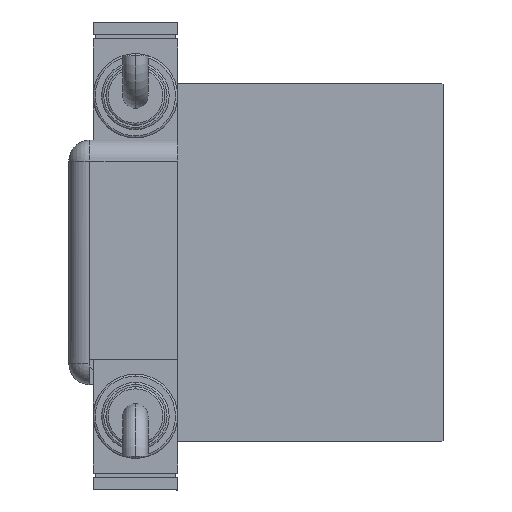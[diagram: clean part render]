
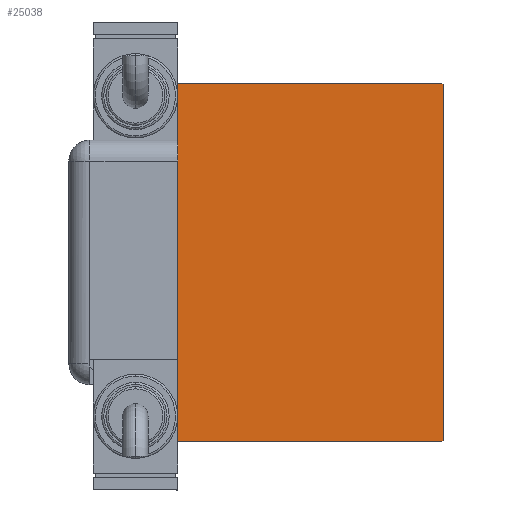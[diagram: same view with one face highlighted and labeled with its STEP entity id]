
A CAD part, left-side view. The second image highlights one B-rep face of the part: STEP entity #25038.
In plain terms, the highlighted face is planar.
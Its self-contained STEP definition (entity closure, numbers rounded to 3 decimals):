
#244 = EDGE_LOOP ( 'NONE', ( #31282, #17509, #985, #50769, #2733, #32043, #8737, #28432 ) ) ;
#985 = ORIENTED_EDGE ( 'NONE', *, *, #43384, .T. ) ;
#1307 = LINE ( 'NONE', #56207, #49470 ) ;
#1361 = CARTESIAN_POINT ( 'NONE',  ( 88., -31.5, 42.5 ) ) ;
#2394 = VERTEX_POINT ( 'NONE', #50428 ) ;
#2733 = ORIENTED_EDGE ( 'NONE', *, *, #54152, .T. ) ;
#2748 = CARTESIAN_POINT ( 'NONE',  ( 88., 36.85, 36.85 ) ) ;
#2912 = AXIS2_PLACEMENT_3D ( 'NONE', #18551, #28015, #36943 ) ;
#5368 = VERTEX_POINT ( 'NONE', #11261 ) ;
#6137 = DIRECTION ( 'NONE',  ( 0., 1., 0. ) ) ;
#8737 = ORIENTED_EDGE ( 'NONE', *, *, #15149, .T. ) ;
#10569 = VERTEX_POINT ( 'NONE', #32665 ) ;
#11261 = CARTESIAN_POINT ( 'NONE',  ( 88., 31.2, 42.5 ) ) ;
#12791 = LINE ( 'NONE', #50736, #58327 ) ;
#13623 = CARTESIAN_POINT ( 'NONE',  ( 88., 31.5, 42.2 ) ) ;
#14557 = DIRECTION ( 'NONE',  ( 0., 0., 1. ) ) ;
#15149 = EDGE_CURVE ( 'NONE', #15155, #2394, #46443, .T. ) ;
#15155 = VERTEX_POINT ( 'NONE', #38125 ) ;
#15911 = CARTESIAN_POINT ( 'NONE',  ( 88., -31.5, -42.5 ) ) ;
#15954 = DIRECTION ( 'NONE',  ( 0., 0.707, 0.707 ) ) ;
#17509 = ORIENTED_EDGE ( 'NONE', *, *, #56013, .T. ) ;
#18551 = CARTESIAN_POINT ( 'NONE',  ( 88., 0., 0. ) ) ;
#19191 = VECTOR ( 'NONE', #33874, 1000. ) ;
#21833 = LINE ( 'NONE', #39068, #58669 ) ;
#22994 = FACE_OUTER_BOUND ( 'NONE', #244, .T. ) ;
#24414 = DIRECTION ( 'NONE',  ( 0., 0.707, -0.707 ) ) ;
#25038 = ADVANCED_FACE ( 'NONE', ( #22994 ), #41096, .T. ) ;
#25533 = VERTEX_POINT ( 'NONE', #13623 ) ;
#25693 = CARTESIAN_POINT ( 'NONE',  ( 88., 36.85, -36.85 ) ) ;
#26876 = VERTEX_POINT ( 'NONE', #36661 ) ;
#28015 = DIRECTION ( 'NONE',  ( 1., 0., 0. ) ) ;
#28432 = ORIENTED_EDGE ( 'NONE', *, *, #30198, .T. ) ;
#30198 = EDGE_CURVE ( 'NONE', #2394, #10569, #1307, .T. ) ;
#31252 = EDGE_CURVE ( 'NONE', #25533, #5368, #42769, .T. ) ;
#31282 = ORIENTED_EDGE ( 'NONE', *, *, #41798, .T. ) ;
#31383 = VERTEX_POINT ( 'NONE', #57626 ) ;
#32043 = ORIENTED_EDGE ( 'NONE', *, *, #51563, .T. ) ;
#32405 = VERTEX_POINT ( 'NONE', #44814 ) ;
#32665 = CARTESIAN_POINT ( 'NONE',  ( 88., -31.2, -42.5 ) ) ;
#33394 = LINE ( 'NONE', #15911, #52612 ) ;
#33669 = DIRECTION ( 'NONE',  ( 0., 0., -1. ) ) ;
#33874 = DIRECTION ( 'NONE',  ( 0., -0.707, 0.707 ) ) ;
#35471 = DIRECTION ( 'NONE',  ( 0., -0.707, -0.707 ) ) ;
#36661 = CARTESIAN_POINT ( 'NONE',  ( 88., -31.2, 42.5 ) ) ;
#36943 = DIRECTION ( 'NONE',  ( 0., 0., -1. ) ) ;
#37037 = DIRECTION ( 'NONE',  ( 0., -1., 0. ) ) ;
#38125 = CARTESIAN_POINT ( 'NONE',  ( 88., -31.5, 42.2 ) ) ;
#39068 = CARTESIAN_POINT ( 'NONE',  ( 88., -36.85, 36.85 ) ) ;
#41096 = PLANE ( 'NONE',  #2912 ) ;
#41798 = EDGE_CURVE ( 'NONE', #10569, #31383, #33394, .T. ) ;
#42769 = LINE ( 'NONE', #2748, #19191 ) ;
#43384 = EDGE_CURVE ( 'NONE', #32405, #25533, #12791, .T. ) ;
#43521 = VECTOR ( 'NONE', #15954, 1000. ) ;
#44814 = CARTESIAN_POINT ( 'NONE',  ( 88., 31.5, -42.2 ) ) ;
#45042 = LINE ( 'NONE', #58741, #53871 ) ;
#46226 = VECTOR ( 'NONE', #33669, 1000. ) ;
#46443 = LINE ( 'NONE', #1361, #46226 ) ;
#49470 = VECTOR ( 'NONE', #24414, 1000. ) ;
#50428 = CARTESIAN_POINT ( 'NONE',  ( 88., -31.5, -42.2 ) ) ;
#50736 = CARTESIAN_POINT ( 'NONE',  ( 88., 31.5, -42.5 ) ) ;
#50769 = ORIENTED_EDGE ( 'NONE', *, *, #31252, .T. ) ;
#51563 = EDGE_CURVE ( 'NONE', #26876, #15155, #21833, .T. ) ;
#52612 = VECTOR ( 'NONE', #6137, 1000. ) ;
#53871 = VECTOR ( 'NONE', #37037, 1000. ) ;
#54152 = EDGE_CURVE ( 'NONE', #5368, #26876, #45042, .T. ) ;
#56013 = EDGE_CURVE ( 'NONE', #31383, #32405, #56615, .T. ) ;
#56207 = CARTESIAN_POINT ( 'NONE',  ( 88., -36.85, -36.85 ) ) ;
#56615 = LINE ( 'NONE', #25693, #43521 ) ;
#57626 = CARTESIAN_POINT ( 'NONE',  ( 88., 31.2, -42.5 ) ) ;
#58327 = VECTOR ( 'NONE', #14557, 1000. ) ;
#58669 = VECTOR ( 'NONE', #35471, 1000. ) ;
#58741 = CARTESIAN_POINT ( 'NONE',  ( 88., 31.5, 42.5 ) ) ;
